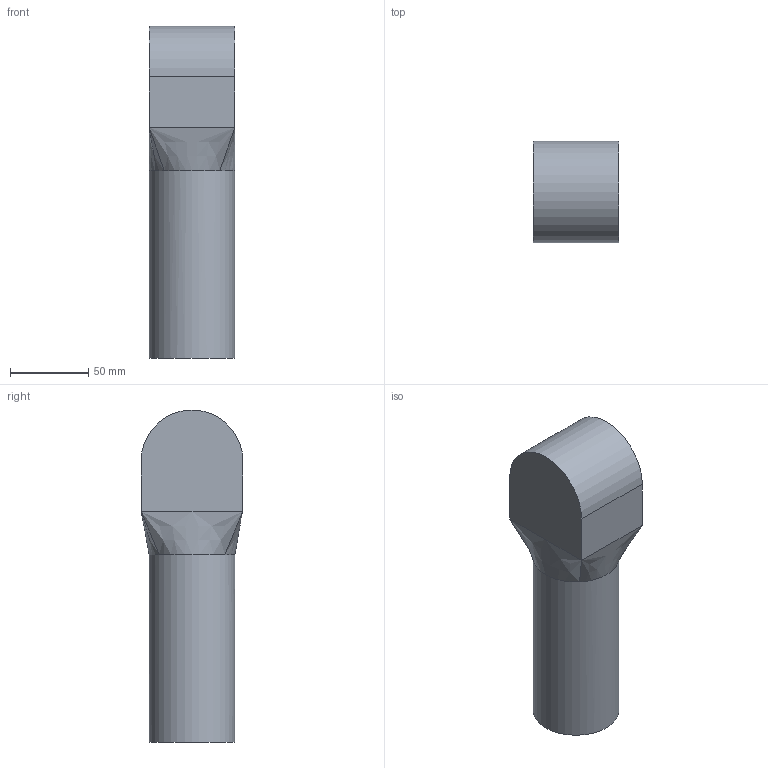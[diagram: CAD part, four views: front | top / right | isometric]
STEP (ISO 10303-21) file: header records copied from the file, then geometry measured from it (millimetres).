
FILE_DESCRIPTION(/* description */ (''),/* implementation_level */ '2;1');
FILE_NAME(/* name */ 'shank_front.step',/* time_stamp */ '2021-03-20T09:50:44-04:00',/* author */ ('DELL'),/* organization */ (''),/* preprocessor_version */ 'ST-DEVELOPER v18',/* originating_system */ 'Autodesk Inventor 2020',/* authorisation */ '');
FILE_SCHEMA (('AUTOMOTIVE_DESIGN { 1 0 10303 214 3 1 1 }'));
Length unit declared in the file: millimetre
Products named in the file (1): shank_2
Bounding box: 55 x 65 x 212.5 mm (x, y, z)
Volume: 555394.6 mm3; surface area: 49370 mm2
Topology: 1 solids, 1 shells, 13 faces, 33 edges, 23 vertices
Faces by surface type: plane 6, bspline 4, cylinder 3
Full cylindrical faces by diameter (mm): 20 x1, 55 x1
Entity records: 591 total; most frequent: CARTESIAN_POINT 226, DIRECTION 68, ORIENTED_EDGE 66, EDGE_CURVE 33, AXIS2_PLACEMENT_3D 25, VERTEX_POINT 23, LINE 18, VECTOR 18
